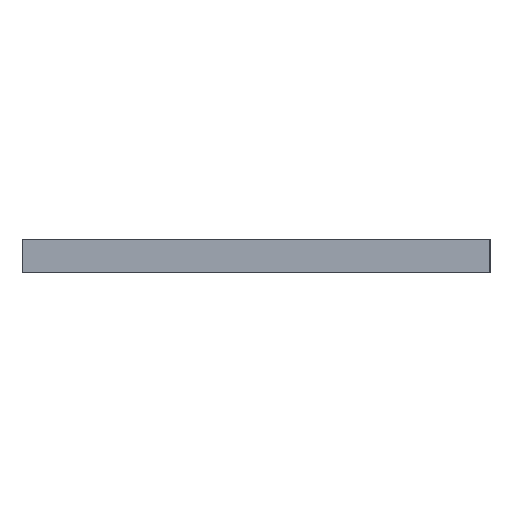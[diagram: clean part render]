
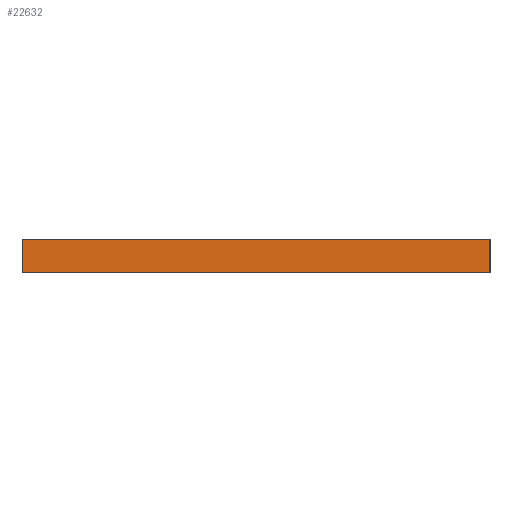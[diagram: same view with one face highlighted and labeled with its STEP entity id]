
A CAD part, left-side view. The second image highlights one B-rep face of the part: STEP entity #22632.
In plain terms, the highlighted planar face has unit normal (-1, 0, 0).
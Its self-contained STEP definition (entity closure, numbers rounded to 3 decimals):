
#1554=FACE_OUTER_BOUND('',#2584,.T.);
#2584=EDGE_LOOP('',(#18515,#18516,#18517,#18518));
#6172=LINE('',#34975,#9256);
#6180=LINE('',#34990,#9264);
#6181=LINE('',#34992,#9265);
#6182=LINE('',#34993,#9266);
#9256=VECTOR('',#28804,10.);
#9264=VECTOR('',#28816,10.);
#9265=VECTOR('',#28819,10.);
#9266=VECTOR('',#28820,10.);
#11316=VERTEX_POINT('',#34972);
#11317=VERTEX_POINT('',#34974);
#11321=VERTEX_POINT('',#34986);
#11322=VERTEX_POINT('',#34988);
#14396=EDGE_CURVE('',#11316,#11317,#6172,.T.);
#14404=EDGE_CURVE('',#11321,#11322,#6180,.T.);
#14405=EDGE_CURVE('',#11316,#11321,#6181,.T.);
#14406=EDGE_CURVE('',#11317,#11322,#6182,.T.);
#18515=ORIENTED_EDGE('',*,*,#14405,.T.);
#18516=ORIENTED_EDGE('',*,*,#14404,.T.);
#18517=ORIENTED_EDGE('',*,*,#14406,.F.);
#18518=ORIENTED_EDGE('',*,*,#14396,.F.);
#21602=PLANE('',#23676);
#22632=ADVANCED_FACE('',(#1554),#21602,.T.);
#23676=AXIS2_PLACEMENT_3D('',#34991,#28817,#28818);
#28804=DIRECTION('',(0.,0.,1.));
#28816=DIRECTION('',(0.,0.,1.));
#28817=DIRECTION('center_axis',(-1.,0.,0.));
#28818=DIRECTION('ref_axis',(0.,-1.,0.));
#28819=DIRECTION('',(0.,-1.,0.));
#28820=DIRECTION('',(0.,-1.,0.));
#34972=CARTESIAN_POINT('',(-2.5,81.,0.));
#34974=CARTESIAN_POINT('',(-2.5,81.,6.));
#34975=CARTESIAN_POINT('',(-2.5,81.,0.));
#34986=CARTESIAN_POINT('',(-2.5,-2.5,0.));
#34988=CARTESIAN_POINT('',(-2.5,-2.5,6.));
#34990=CARTESIAN_POINT('',(-2.5,-2.5,0.));
#34991=CARTESIAN_POINT('Origin',(-2.5,81.,0.));
#34992=CARTESIAN_POINT('',(-2.5,81.,0.));
#34993=CARTESIAN_POINT('',(-2.5,81.,6.));
